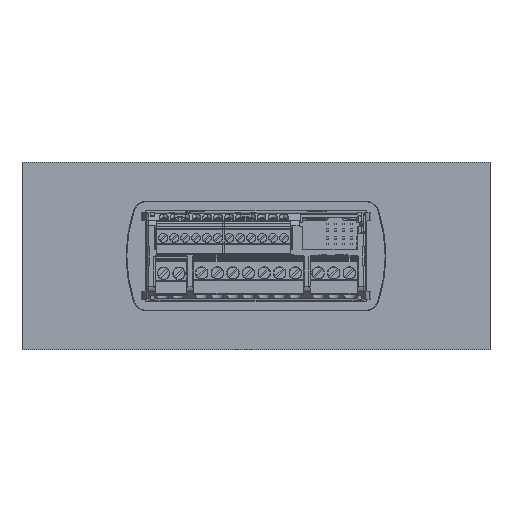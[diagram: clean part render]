
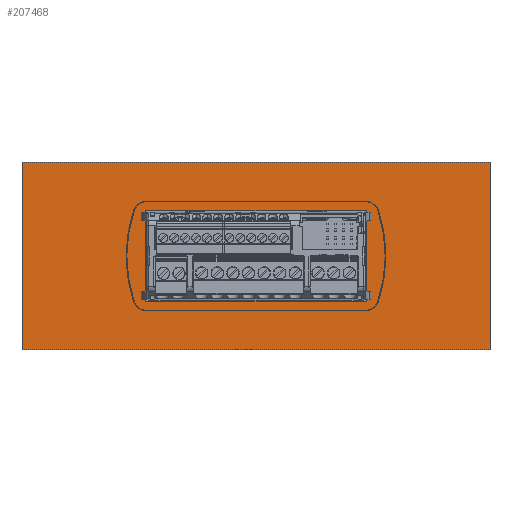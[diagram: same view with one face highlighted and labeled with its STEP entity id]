
A CAD part, top view. The second image highlights one B-rep face of the part: STEP entity #207468.
In plain terms, the highlighted face is planar.
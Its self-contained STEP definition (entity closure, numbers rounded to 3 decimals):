
#207197=DIRECTION('',(0.,0.,1.));
#207198=VECTOR('',#207197,60.);
#207199=CARTESIAN_POINT('',(-75.,-1.,-30.));
#207200=LINE('',#207199,#207198);
#207201=DIRECTION('',(1.,0.,0.));
#207202=VECTOR('',#207201,150.);
#207203=CARTESIAN_POINT('',(-75.,-1.,30.));
#207204=LINE('',#207203,#207202);
#207205=DIRECTION('',(0.,0.,-1.));
#207206=VECTOR('',#207205,60.);
#207207=CARTESIAN_POINT('',(75.,-1.,30.));
#207208=LINE('',#207207,#207206);
#207209=DIRECTION('',(-1.,0.,0.));
#207210=VECTOR('',#207209,150.);
#207211=CARTESIAN_POINT('',(75.,-1.,-30.));
#207212=LINE('',#207211,#207210);
#207213=DIRECTION('',(-1.,0.,0.));
#207214=VECTOR('',#207213,70.8);
#207215=CARTESIAN_POINT('',(35.4,-1.,-14.5));
#207216=LINE('',#207215,#207214);
#207217=DIRECTION('',(0.,0.,-1.));
#207218=VECTOR('',#207217,28.8);
#207219=CARTESIAN_POINT('',(35.5,-1.,14.4));
#207220=LINE('',#207219,#207218);
#207221=DIRECTION('',(1.,0.,0.));
#207222=VECTOR('',#207221,70.8);
#207223=CARTESIAN_POINT('',(-35.4,-1.,14.5));
#207224=LINE('',#207223,#207222);
#207225=DIRECTION('',(0.,0.,1.));
#207226=VECTOR('',#207225,28.8);
#207227=CARTESIAN_POINT('',(-35.5,-1.,-14.4));
#207228=LINE('',#207227,#207226);
#207242=CARTESIAN_POINT('',(-35.4,-1.,-14.4));
#207243=DIRECTION('',(0.,1.,0.));
#207244=DIRECTION('',(0.,0.,-1.));
#207245=AXIS2_PLACEMENT_3D('',#207242,#207243,#207244);
#207260=CARTESIAN_POINT('',(-35.4,-1.,14.4));
#207261=DIRECTION('',(0.,1.,0.));
#207262=DIRECTION('',(-1.,0.,0.));
#207263=AXIS2_PLACEMENT_3D('',#207260,#207261,#207262);
#207278=CARTESIAN_POINT('',(35.4,-1.,14.4));
#207279=DIRECTION('',(0.,1.,0.));
#207280=DIRECTION('',(0.,0.,1.));
#207281=AXIS2_PLACEMENT_3D('',#207278,#207279,#207280);
#207296=CARTESIAN_POINT('',(35.4,-1.,-14.4));
#207297=DIRECTION('',(0.,1.,0.));
#207298=DIRECTION('',(1.,0.,0.));
#207299=AXIS2_PLACEMENT_3D('',#207296,#207297,#207298);
#207309=CARTESIAN_POINT('',(-75.,-1.,-30.));
#207310=CARTESIAN_POINT('',(-75.,-1.,30.));
#207311=VERTEX_POINT('',#207309);
#207312=VERTEX_POINT('',#207310);
#207313=CARTESIAN_POINT('',(75.,-1.,30.));
#207314=VERTEX_POINT('',#207313);
#207315=CARTESIAN_POINT('',(75.,-1.,-30.));
#207316=VERTEX_POINT('',#207315);
#207318=CARTESIAN_POINT('',(-35.5,-1.,-14.4));
#207320=VERTEX_POINT('',#207318);
#207322=CARTESIAN_POINT('',(-35.4,-1.,-14.5));
#207324=VERTEX_POINT('',#207322);
#207326=CARTESIAN_POINT('',(35.4,-1.,-14.5));
#207328=VERTEX_POINT('',#207326);
#207330=CARTESIAN_POINT('',(35.5,-1.,-14.4));
#207332=VERTEX_POINT('',#207330);
#207334=CARTESIAN_POINT('',(-35.4,-1.,14.5));
#207336=VERTEX_POINT('',#207334);
#207338=CARTESIAN_POINT('',(-35.5,-1.,14.4));
#207340=VERTEX_POINT('',#207338);
#207342=CARTESIAN_POINT('',(35.5,-1.,14.4));
#207344=VERTEX_POINT('',#207342);
#207346=CARTESIAN_POINT('',(35.4,-1.,14.5));
#207348=VERTEX_POINT('',#207346);
#207439=CARTESIAN_POINT('',(0.,-1.,0.));
#207440=DIRECTION('',(0.,1.,0.));
#207441=DIRECTION('',(1.,0.,0.));
#207442=AXIS2_PLACEMENT_3D('',#207439,#207440,#207441);
#207443=PLANE('',#207442);
#207444=ORIENTED_EDGE('',*,*,#207391,.T.);
#207445=ORIENTED_EDGE('',*,*,#207406,.T.);
#207446=ORIENTED_EDGE('',*,*,#207420,.T.);
#207447=ORIENTED_EDGE('',*,*,#207433,.T.);
#207448=EDGE_LOOP('',(#207444,#207445,#207446,#207447));
#207449=FACE_OUTER_BOUND('',#207448,.F.);
#207451=ORIENTED_EDGE('',*,*,#207450,.F.);
#207453=ORIENTED_EDGE('',*,*,#207452,.F.);
#207455=ORIENTED_EDGE('',*,*,#207454,.F.);
#207457=ORIENTED_EDGE('',*,*,#207456,.F.);
#207459=ORIENTED_EDGE('',*,*,#207458,.F.);
#207461=ORIENTED_EDGE('',*,*,#207460,.F.);
#207463=ORIENTED_EDGE('',*,*,#207462,.F.);
#207465=ORIENTED_EDGE('',*,*,#207464,.F.);
#207466=EDGE_LOOP('',(#207451,#207453,#207455,#207457,#207459,#207461,#207463,
#207465));
#207467=FACE_BOUND('',#207466,.F.);
#207468=ADVANCED_FACE('',(#207449,#207467),#207443,.F.);
#207246=CIRCLE('',#207245,0.1);
#207264=CIRCLE('',#207263,0.1);
#207282=CIRCLE('',#207281,0.1);
#207300=CIRCLE('',#207299,0.1);
#207391=EDGE_CURVE('',#207311,#207312,#207200,.T.);
#207406=EDGE_CURVE('',#207312,#207314,#207204,.T.);
#207420=EDGE_CURVE('',#207314,#207316,#207208,.T.);
#207433=EDGE_CURVE('',#207316,#207311,#207212,.T.);
#207450=EDGE_CURVE('',#207328,#207324,#207216,.T.);
#207452=EDGE_CURVE('',#207332,#207328,#207300,.T.);
#207454=EDGE_CURVE('',#207344,#207332,#207220,.T.);
#207456=EDGE_CURVE('',#207348,#207344,#207282,.T.);
#207458=EDGE_CURVE('',#207336,#207348,#207224,.T.);
#207460=EDGE_CURVE('',#207340,#207336,#207264,.T.);
#207462=EDGE_CURVE('',#207320,#207340,#207228,.T.);
#207464=EDGE_CURVE('',#207324,#207320,#207246,.T.);
